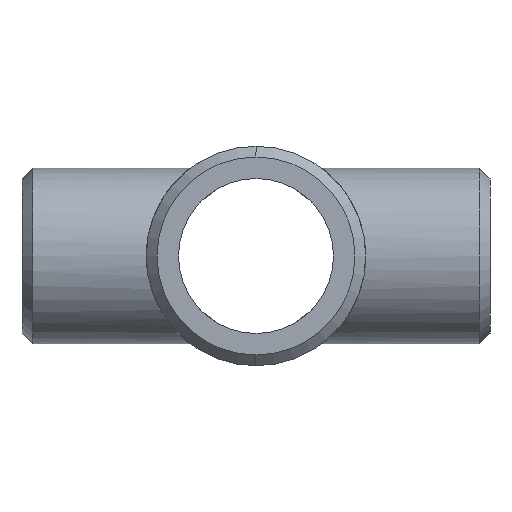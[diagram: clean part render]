
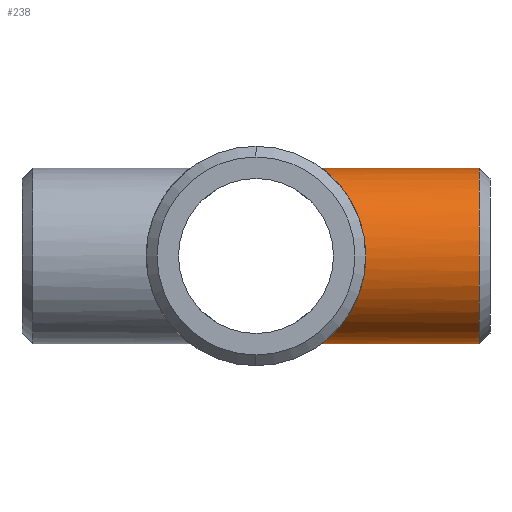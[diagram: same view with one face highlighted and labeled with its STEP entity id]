
A CAD part, left-side view. The second image highlights one B-rep face of the part: STEP entity #238.
In plain terms, the highlighted cylindrical face has radius 10.668 mm (diameter 21.336 mm), a partial arc.
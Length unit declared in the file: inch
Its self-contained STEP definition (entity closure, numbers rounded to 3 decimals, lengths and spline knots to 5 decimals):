
#5 = ORIENTED_EDGE ( 'NONE', *, *, #609, .T. ) ;
#42 = LINE ( 'NONE', #1013, #344 ) ;
#53 = ORIENTED_EDGE ( 'NONE', *, *, #1061, .T. ) ;
#64 = CARTESIAN_POINT ( 'NONE',  ( -0.27627, -0.41877, -0.31743 ) ) ;
#71 = CARTESIAN_POINT ( 'NONE',  ( -0.02904, -0.31602, 0.41924 ) ) ;
#77 = CARTESIAN_POINT ( 'NONE',  ( -0.4137, -0.51997, 0.07385 ) ) ;
#81 = CARTESIAN_POINT ( 'NONE',  ( -0.36016, -0.47837, 0.21768 ) ) ;
#87 = CARTESIAN_POINT ( 'NONE',  ( -0.39027, -0.50152, 0.15584 ) ) ;
#92 = CARTESIAN_POINT ( 'NONE',  ( 0., -0.315, -0.42 ) ) ;
#135 = DIRECTION ( 'NONE',  ( 0., 1., 0. ) ) ;
#136 = CARTESIAN_POINT ( 'NONE',  ( 0., -1.12, 0. ) ) ;
#152 = CARTESIAN_POINT ( 'NONE',  ( -0.41916, -0.52432, 0.03038 ) ) ;
#164 = CARTESIAN_POINT ( 'NONE',  ( -0.13994, -0.34447, -0.39624 ) ) ;
#168 = CARTESIAN_POINT ( 'NONE',  ( -0.32942, -0.45575, 0.26088 ) ) ;
#172 = CARTESIAN_POINT ( 'NONE',  ( -0.35366, -0.47357, -0.22696 ) ) ;
#203 = VERTEX_POINT ( 'NONE', #1113 ) ;
#238 = ADVANCED_FACE ( 'NONE', ( #854 ), #659, .T. ) ;
#242 = CARTESIAN_POINT ( 'NONE',  ( -0.41995, -0.52496, 0.01584 ) ) ;
#247 = CARTESIAN_POINT ( 'NONE',  ( -0.27529, -0.41811, 0.31829 ) ) ;
#253 = CARTESIAN_POINT ( 'NONE',  ( -0.01459, -0.315, 0.42 ) ) ;
#257 = CARTESIAN_POINT ( 'NONE',  ( -0.36079, -0.47893, -0.21545 ) ) ;
#284 = DIRECTION ( 'NONE',  ( 0., 1., 0. ) ) ;
#305 = CIRCLE ( 'NONE', #1046, 0.42 ) ;
#326 = CARTESIAN_POINT ( 'NONE',  ( -0.11367, -0.33466, -0.40456 ) ) ;
#334 = CARTESIAN_POINT ( 'NONE',  ( -0.41934, -0.52447, -0.02764 ) ) ;
#340 = CARTESIAN_POINT ( 'NONE',  ( -0.18865, -0.36704, 0.37548 ) ) ;
#341 = ORIENTED_EDGE ( 'NONE', *, *, #367, .F. ) ;
#344 = VECTOR ( 'NONE', #135, 39.37008 ) ;
#345 = CARTESIAN_POINT ( 'NONE',  ( -0.33745, -0.4616, 0.2504 ) ) ;
#351 = CARTESIAN_POINT ( 'NONE',  ( -0.40542, -0.5134, -0.11346 ) ) ;
#367 = EDGE_CURVE ( 'NONE', #542, #714, #42, .T. ) ;
#387 = ORIENTED_EDGE ( 'NONE', *, *, #849, .T. ) ;
#428 = CARTESIAN_POINT ( 'NONE',  ( 0., -0.315, -0.42 ) ) ;
#434 = CARTESIAN_POINT ( 'NONE',  ( -0.18909, -0.36727, -0.37526 ) ) ;
#439 = CARTESIAN_POINT ( 'NONE',  ( -0.07236, -0.32293, -0.41396 ) ) ;
#445 = CARTESIAN_POINT ( 'NONE',  ( -0.05768, -0.31992, 0.41627 ) ) ;
#513 = CARTESIAN_POINT ( 'NONE',  ( -0.41421, -0.52037, -0.071 ) ) ;
#522 = CARTESIAN_POINT ( 'NONE',  ( -0.30339, -0.43729, 0.29074 ) ) ;
#530 = CARTESIAN_POINT ( 'NONE',  ( -0.3802, -0.49372, -0.17902 ) ) ;
#534 = CARTESIAN_POINT ( 'NONE',  ( -0.22356, -0.38617, -0.3558 ) ) ;
#542 = VERTEX_POINT ( 'NONE', #742 ) ;
#584 = LINE ( 'NONE', #934, #773 ) ;
#600 = EDGE_LOOP ( 'NONE', ( #387, #53, #5, #341 ) ) ;
#603 = CARTESIAN_POINT ( 'NONE',  ( -0.05828, -0.32003, -0.41619 ) ) ;
#609 = EDGE_CURVE ( 'NONE', #203, #714, #718, .T. ) ;
#613 = CARTESIAN_POINT ( 'NONE',  ( -0.25522, -0.40505, 0.33456 ) ) ;
#617 = CARTESIAN_POINT ( 'NONE',  ( -0.25618, -0.40564, -0.33386 ) ) ;
#659 = CYLINDRICAL_SURFACE ( 'NONE', #675, 0.42 ) ;
#675 = AXIS2_PLACEMENT_3D ( 'NONE', #136, #756, #1009 ) ;
#679 = CARTESIAN_POINT ( 'NONE',  ( -0.07199, -0.32284, 0.41403 ) ) ;
#684 = CARTESIAN_POINT ( 'NONE',  ( -0.1526, -0.34985, -0.39152 ) ) ;
#690 = CARTESIAN_POINT ( 'NONE',  ( -0.39683, -0.5066, -0.1404 ) ) ;
#696 = CARTESIAN_POINT ( 'NONE',  ( 0., -0.315, 0.42 ) ) ;
#699 = DIRECTION ( 'NONE',  ( 0., 0., -1. ) ) ;
#700 = CARTESIAN_POINT ( 'NONE',  ( -0.39532, -0.50547, 0.14255 ) ) ;
#714 = VERTEX_POINT ( 'NONE', #92 ) ;
#718 = B_SPLINE_CURVE_WITH_KNOTS ( 'NONE', 3,
 ( #696, #253, #71, #445, #679, #1038, #792, #951, #340, #775, #962, #613, #247, #522, #862, #168, #345, #81, #1111, #87, #700, #1117, #958, #77, #785, #152, #242, #1132, #334, #1048, #513, #351, #690, #530, #1053, #257, #172, #967, #1126, #64, #617, #534, #869, #434, #767, #684, #164, #326, #780, #439, #603, #1032, #1122, #428 ),
 .UNSPECIFIED., .F., .F.,
 ( 4, 2, 2, 2, 2, 2, 2, 2, 2, 2, 2, 2, 2, 2, 2, 2, 2, 2, 2, 2, 2, 2, 2, 2, 2, 2, 4 ),
 ( 0.03538, 0.03649, 0.03759, 0.0398, 0.04091, 0.04201, 0.04422, 0.04533, 0.04643, 0.04864, 0.04975, 0.05085, 0.05195, 0.05306, 0.05416, 0.05527, 0.05748, 0.05858, 0.05969, 0.0619, 0.06411, 0.06521, 0.06632, 0.06742, 0.06853, 0.06963, 0.07074 ),
 .UNSPECIFIED. ) ;
#742 = CARTESIAN_POINT ( 'NONE',  ( 0., -1.06867, -0.42 ) ) ;
#756 = DIRECTION ( 'NONE',  ( 0., 1., 0. ) ) ;
#767 = CARTESIAN_POINT ( 'NONE',  ( -0.17718, -0.36125, -0.38103 ) ) ;
#773 = VECTOR ( 'NONE', #284, 39.37008 ) ;
#775 = CARTESIAN_POINT ( 'NONE',  ( -0.21178, -0.37945, 0.36293 ) ) ;
#780 = CARTESIAN_POINT ( 'NONE',  ( -0.10002, -0.33023, -0.40816 ) ) ;
#785 = CARTESIAN_POINT ( 'NONE',  ( -0.41602, -0.52182, 0.05955 ) ) ;
#792 = CARTESIAN_POINT ( 'NONE',  ( -0.13952, -0.34382, 0.39706 ) ) ;
#816 = VERTEX_POINT ( 'NONE', #1047 ) ;
#849 = EDGE_CURVE ( 'NONE', #542, #816, #305, .T. ) ;
#854 = FACE_OUTER_BOUND ( 'NONE', #600, .T. ) ;
#856 = DIRECTION ( 'NONE',  ( 0., 1., 0. ) ) ;
#862 = CARTESIAN_POINT ( 'NONE',  ( -0.31241, -0.44361, 0.28102 ) ) ;
#868 = CARTESIAN_POINT ( 'NONE',  ( 0., -1.06867, 0. ) ) ;
#869 = CARTESIAN_POINT ( 'NONE',  ( -0.21226, -0.37971, -0.36266 ) ) ;
#934 = CARTESIAN_POINT ( 'NONE',  ( 0., -1.12, 0.42 ) ) ;
#951 = CARTESIAN_POINT ( 'NONE',  ( -0.17659, -0.36096, 0.38131 ) ) ;
#958 = CARTESIAN_POINT ( 'NONE',  ( -0.40771, -0.51522, 0.10188 ) ) ;
#962 = CARTESIAN_POINT ( 'NONE',  ( -0.22292, -0.3858, 0.35619 ) ) ;
#967 = CARTESIAN_POINT ( 'NONE',  ( -0.33081, -0.45668, -0.26016 ) ) ;
#1009 = DIRECTION ( 'NONE',  ( 0., 0., -1. ) ) ;
#1013 = CARTESIAN_POINT ( 'NONE',  ( 0., -1.12, -0.42 ) ) ;
#1032 = CARTESIAN_POINT ( 'NONE',  ( -0.02953, -0.31606, -0.41921 ) ) ;
#1038 = CARTESIAN_POINT ( 'NONE',  ( -0.11358, -0.33378, 0.40534 ) ) ;
#1046 = AXIS2_PLACEMENT_3D ( 'NONE', #868, #856, #699 ) ;
#1047 = CARTESIAN_POINT ( 'NONE',  ( 0., -1.06867, 0.42 ) ) ;
#1048 = CARTESIAN_POINT ( 'NONE',  ( -0.41643, -0.52215, -0.0565 ) ) ;
#1053 = CARTESIAN_POINT ( 'NONE',  ( -0.37404, -0.48899, -0.19152 ) ) ;
#1061 = EDGE_CURVE ( 'NONE', #816, #203, #584, .T. ) ;
#1111 = CARTESIAN_POINT ( 'NONE',  ( -0.37346, -0.48851, 0.19418 ) ) ;
#1113 = CARTESIAN_POINT ( 'NONE',  ( 0., -0.315, 0.42 ) ) ;
#1117 = CARTESIAN_POINT ( 'NONE',  ( -0.40402, -0.5123, 0.11562 ) ) ;
#1122 = CARTESIAN_POINT ( 'NONE',  ( -0.01474, -0.315, -0.42 ) ) ;
#1126 = CARTESIAN_POINT ( 'NONE',  ( -0.31355, -0.44424, -0.28067 ) ) ;
#1132 = CARTESIAN_POINT ( 'NONE',  ( -0.42004, -0.52504, -0.01317 ) ) ;
